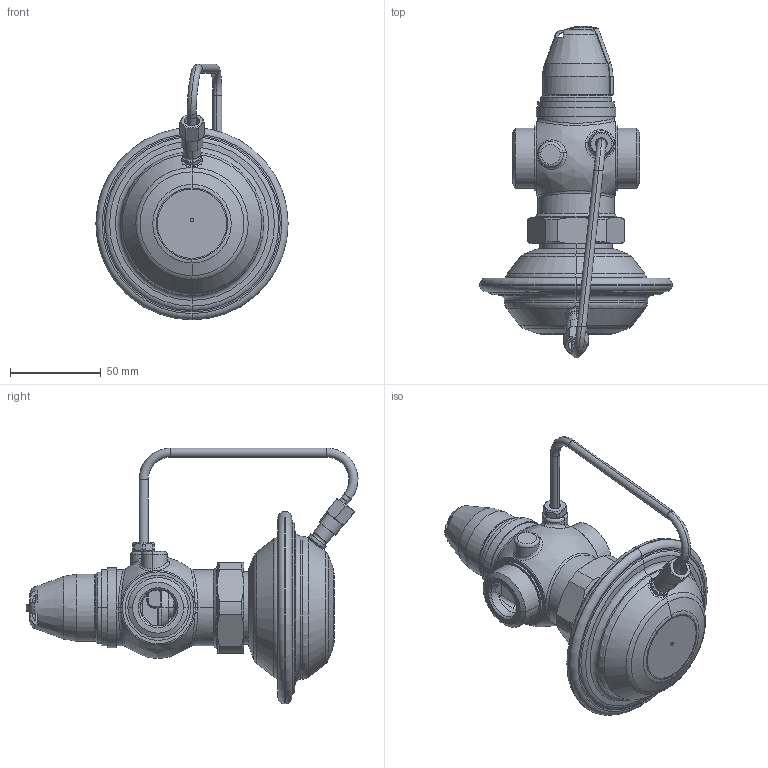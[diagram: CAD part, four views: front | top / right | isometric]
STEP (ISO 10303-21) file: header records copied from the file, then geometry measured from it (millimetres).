
FILE_DESCRIPTION((''),'2;1');
FILE_NAME('003H6714','2015-03-05T',('u317927'),('Danfoss'),'PRO/ENGINEER BY PARAMETRIC TECHNOLOGY CORPORATION, 2014000','PRO/ENGINEER BY PARAMETRIC TECHNOLOGY CORPORATION, 2014000','');
FILE_SCHEMA(('CONFIG_CONTROL_DESIGN'));
Products named in the file (1): 003H6714
Bounding box: 106 x 182.95 x 140.97 mm (x, y, z)
Volume: 187575.8 mm3; surface area: 113433.5 mm2
Topology: 3 solids, 3 shells, 978 faces, 2321 edges, 1388 vertices
Faces by surface type: cylinder 288, plane 225, cone 176, bspline 156, torus 131, sphere 2
Entity records: 42898 total; most frequent: CARTESIAN_POINT 21293, ORIENTED_EDGE 4614, DIRECTION 4443, EDGE_CURVE 2307, AXIS2_PLACEMENT_3D 1872, VERTEX_POINT 1387, EDGE_LOOP 1062, CIRCLE 1050
